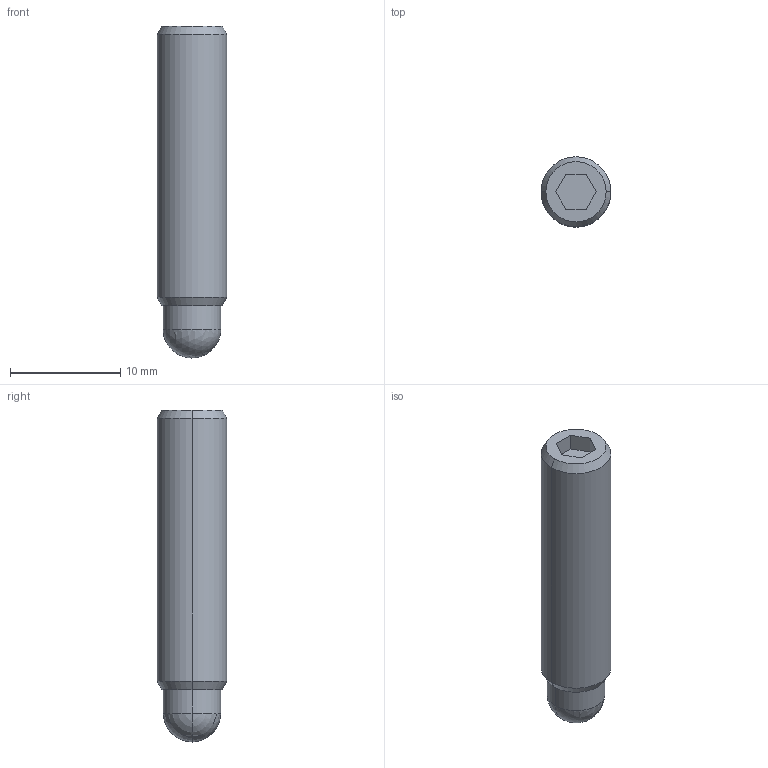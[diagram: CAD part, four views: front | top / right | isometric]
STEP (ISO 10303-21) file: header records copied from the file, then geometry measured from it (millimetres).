
FILE_DESCRIPTION(('STEP AP214'),'1');
FILE_NAME(' ',' ',('TraceParts'),('TraceParts S.A.'),'XStep 1.0',' ',' ');
FILE_SCHEMA(('automotive_design'));
Length unit declared in the file: millimetre
Products named in the file (1): 1
Bounding box: 6.35 x 6.35 x 30.16 mm (x, y, z)
Volume: 868.5 mm3; surface area: 629.6 mm2
Topology: 1 solids, 1 shells, 19 faces, 43 edges, 24 vertices
Faces by surface type: plane 9, cylinder 4, cone 4, sphere 2
Entity records: 981 total; most frequent: DIRECTION 92, CARTESIAN_POINT 83, STYLED_ITEM 82, PRESENTATION_STYLE_ASSIGNMENT 82, COLOUR_RGB 82, ORIENTED_EDGE 78, EDGE_CURVE 39, CURVE_STYLE 39
